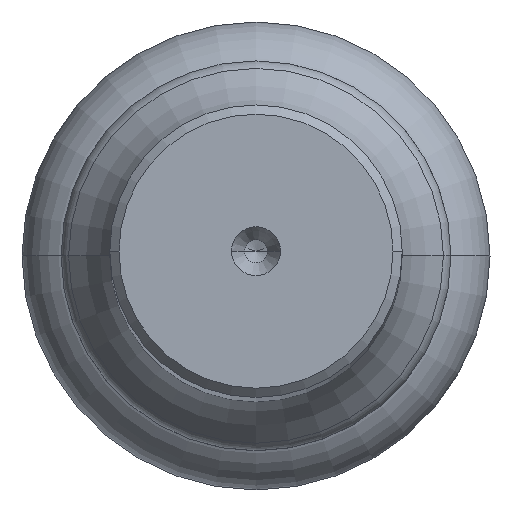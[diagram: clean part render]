
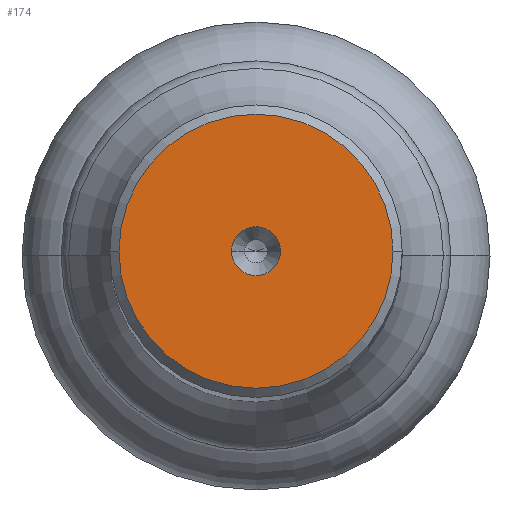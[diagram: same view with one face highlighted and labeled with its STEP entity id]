
A CAD part, top view. The second image highlights one B-rep face of the part: STEP entity #174.
In plain terms, the highlighted planar face has unit normal (0, 0, 1).
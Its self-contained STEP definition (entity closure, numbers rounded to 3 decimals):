
#120=PLANE('',#980);
#125=FACE_BOUND('',#281,.T.);
#126=FACE_BOUND('',#282,.T.);
#174=ADVANCED_FACE('',(#125,#126),#120,.F.);
#281=EDGE_LOOP('',(#466,#467,#468,#469));
#282=EDGE_LOOP('',(#470,#471));
#466=ORIENTED_EDGE('',*,*,#674,.T.);
#467=ORIENTED_EDGE('',*,*,#679,.T.);
#468=ORIENTED_EDGE('',*,*,#678,.T.);
#469=ORIENTED_EDGE('',*,*,#675,.T.);
#470=ORIENTED_EDGE('',*,*,#680,.T.);
#471=ORIENTED_EDGE('',*,*,#681,.T.);
#574=VERTEX_POINT('',#1502);
#575=VERTEX_POINT('',#1503);
#576=VERTEX_POINT('',#1505);
#577=VERTEX_POINT('',#1510);
#578=VERTEX_POINT('',#1514);
#579=VERTEX_POINT('',#1515);
#674=EDGE_CURVE('',#574,#575,#798,.T.);
#675=EDGE_CURVE('',#576,#574,#799,.T.);
#678=EDGE_CURVE('',#577,#576,#800,.T.);
#679=EDGE_CURVE('',#575,#577,#801,.T.);
#680=EDGE_CURVE('',#578,#579,#802,.T.);
#681=EDGE_CURVE('',#579,#578,#803,.T.);
#798=CIRCLE('',#972,14.875);
#799=CIRCLE('',#973,14.875);
#800=CIRCLE('',#975,14.875);
#801=CIRCLE('',#976,14.875);
#802=CIRCLE('',#978,2.65);
#803=CIRCLE('',#979,2.65);
#972=AXIS2_PLACEMENT_3D('',#1501,#1242,#1243);
#973=AXIS2_PLACEMENT_3D('',#1504,#1244,#1245);
#975=AXIS2_PLACEMENT_3D('',#1509,#1250,#1251);
#976=AXIS2_PLACEMENT_3D('',#1511,#1252,#1253);
#978=AXIS2_PLACEMENT_3D('',#1513,#1256,#1257);
#979=AXIS2_PLACEMENT_3D('',#1516,#1258,#1259);
#980=AXIS2_PLACEMENT_3D('',#1517,#1260,#1261);
#1242=DIRECTION('',(0.,0.,1.));
#1243=DIRECTION('',(0.,1.,0.));
#1244=DIRECTION('',(0.,0.,1.));
#1245=DIRECTION('',(1.,0.,0.));
#1250=DIRECTION('',(0.,0.,1.));
#1251=DIRECTION('',(0.,-1.,0.));
#1252=DIRECTION('',(0.,0.,1.));
#1253=DIRECTION('',(-1.,0.,0.));
#1256=DIRECTION('',(0.,0.,-1.));
#1257=DIRECTION('',(-1.,0.,0.));
#1258=DIRECTION('',(0.,0.,-1.));
#1259=DIRECTION('',(1.,0.,0.));
#1260=DIRECTION('',(0.,0.,-1.));
#1261=DIRECTION('',(1.,0.,0.));
#1501=CARTESIAN_POINT('',(0.,0.,0.));
#1502=CARTESIAN_POINT('',(0.,14.875,0.));
#1503=CARTESIAN_POINT('',(-14.875,0.,0.));
#1504=CARTESIAN_POINT('',(0.,0.,0.));
#1505=CARTESIAN_POINT('',(14.875,0.,0.));
#1509=CARTESIAN_POINT('',(0.,0.,0.));
#1510=CARTESIAN_POINT('',(0.,-14.875,0.));
#1511=CARTESIAN_POINT('',(0.,0.,0.));
#1513=CARTESIAN_POINT('',(0.,0.,0.));
#1514=CARTESIAN_POINT('',(-2.65,0.,0.));
#1515=CARTESIAN_POINT('',(2.65,0.,0.));
#1516=CARTESIAN_POINT('',(0.,0.,0.));
#1517=CARTESIAN_POINT('',(0.,0.,0.));
